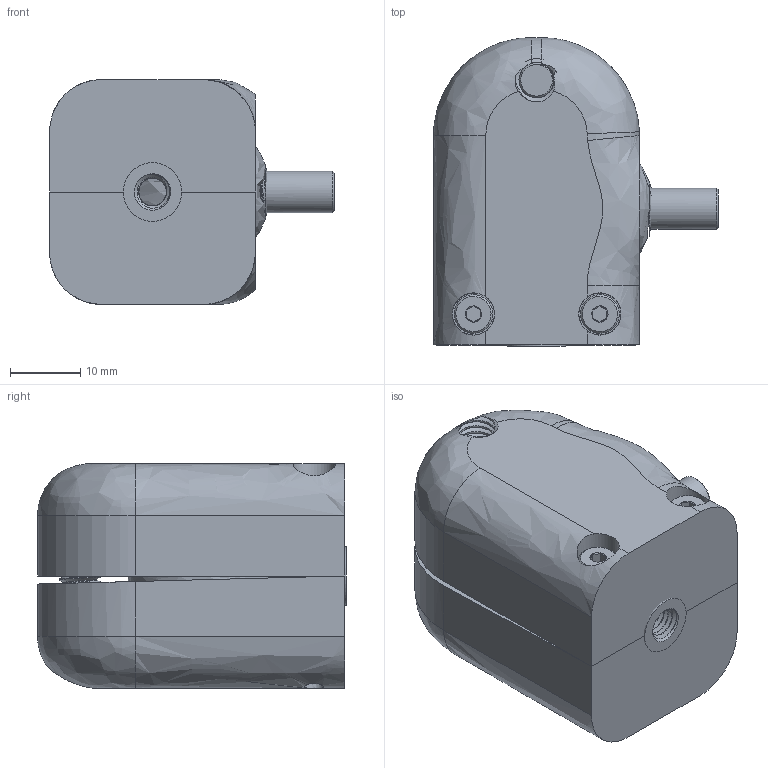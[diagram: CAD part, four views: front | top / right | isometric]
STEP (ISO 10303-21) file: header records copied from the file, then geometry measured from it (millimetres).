
FILE_DESCRIPTION(('FreeCAD Model'),'2;1');
FILE_NAME('Open CASCADE Shape Model','2025-05-03T19:10:30',('FreeCAD'),( 'FreeCAD'),'Open CASCADE STEP processor 7.6','FreeCAD','Unknown');
FILE_SCHEMA(('AUTOMOTIVE_DESIGN { 1 0 10303 214 1 1 1 1 }'));
Products named in the file (1): Open CASCADE STEP translator 7.6 1
Bounding box: 40.54 x 43.95 x 32 mm (x, y, z)
Volume: 34931 mm3; surface area: 14812.6 mm2
Topology: 8 solids, 8 shells, 430 faces, 1112 edges, 701 vertices
Faces by surface type: bspline 430
Entity records: 44814 total; most frequent: CARTESIAN_POINT 38699, ORIENTED_EDGE 2208, EDGE_CURVE 1104, VERTEX_POINT 699, B_SPLINE_CURVE_WITH_KNOTS 611, FACE_BOUND 455, EDGE_LOOP 454, ADVANCED_FACE 430
